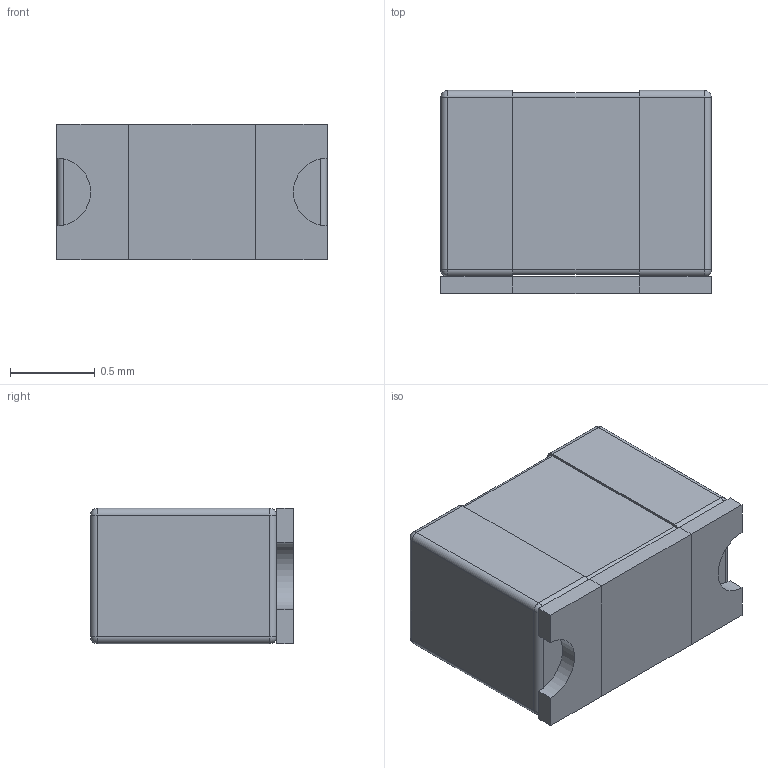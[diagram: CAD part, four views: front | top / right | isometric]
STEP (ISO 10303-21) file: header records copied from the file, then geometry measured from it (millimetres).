
FILE_DESCRIPTION (( 'STEP AP214' ), '1' );
FILE_NAME ('ZRB18AR61A226ME01K.STEP', '2020-07-28T11:12:23', ( '' ), ( '' ), 'SwSTEP 2.0', 'SolidWorks 2017', '' );
FILE_SCHEMA (( 'AUTOMOTIVE_DESIGN' ));
Length unit declared in the file: millimetre
Products named in the file (1): ZRB18AR61A226ME01K
Bounding box: 1.6 x 1.2 x 0.8 mm (x, y, z)
Volume: 1.5 mm3; surface area: 14.1 mm2
Topology: 6 solids, 6 shells, 68 faces, 152 edges, 88 vertices
Faces by surface type: plane 38, cylinder 22, sphere 8
Entity records: 1879 total; most frequent: DIRECTION 326, CARTESIAN_POINT 301, ORIENTED_EDGE 288, EDGE_CURVE 144, AXIS2_PLACEMENT_3D 113, VECTOR 100, LINE 100, VERTEX_POINT 88
